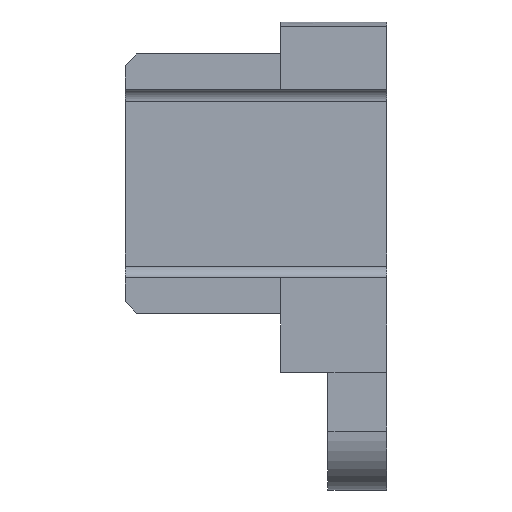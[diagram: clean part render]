
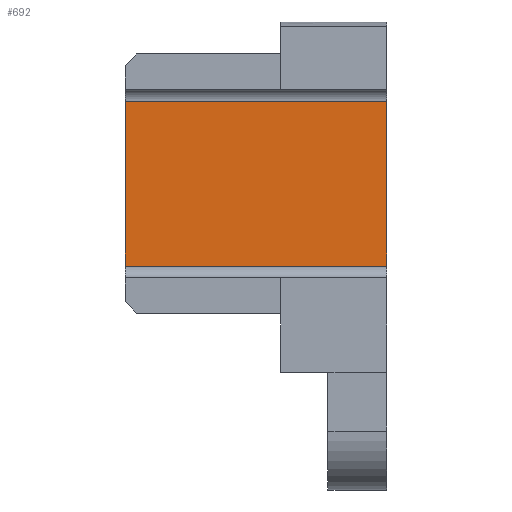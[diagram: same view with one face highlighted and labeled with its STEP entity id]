
A CAD part, left-side view. The second image highlights one B-rep face of the part: STEP entity #692.
In plain terms, the highlighted planar face has unit normal (-1, 0, 0).
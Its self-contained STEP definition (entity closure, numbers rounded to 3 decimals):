
#635=CARTESIAN_POINT('',(31.35,28.2,-33.));
#636=VERTEX_POINT('',#635);
#644=CARTESIAN_POINT('',(31.35,6.,-33.));
#645=VERTEX_POINT('',#644);
#646=CARTESIAN_POINT('',(31.35,6.,-33.));
#647=DIRECTION('',(-0.,1.,-0.));
#648=VECTOR('',#647,22.2);
#649=LINE('',#646,#648);
#650=EDGE_CURVE('',#645,#636,#649,.T.);
#662=CARTESIAN_POINT('',(31.35,6.,-40.));
#663=DIRECTION('',(-1.,-0.,0.));
#664=DIRECTION('',(0.,-1.,0.));
#665=AXIS2_PLACEMENT_3D('',#662,#663,#664);
#666=PLANE('',#665);
#667=CARTESIAN_POINT('',(31.35,28.2,-47.));
#668=VERTEX_POINT('',#667);
#669=CARTESIAN_POINT('',(31.35,28.2,-47.));
#670=DIRECTION('',(-0.,0.,1.));
#671=VECTOR('',#670,14.);
#672=LINE('',#669,#671);
#673=EDGE_CURVE('',#668,#636,#672,.T.);
#674=ORIENTED_EDGE('',*,*,#673,.F.);
#675=CARTESIAN_POINT('',(31.35,6.,-47.));
#676=VERTEX_POINT('',#675);
#677=CARTESIAN_POINT('',(31.35,28.2,-47.));
#678=DIRECTION('',(0.,-1.,0.));
#679=VECTOR('',#678,22.2);
#680=LINE('',#677,#679);
#681=EDGE_CURVE('',#668,#676,#680,.T.);
#682=ORIENTED_EDGE('',*,*,#681,.T.);
#683=CARTESIAN_POINT('',(31.35,6.,-47.));
#684=DIRECTION('',(-0.,0.,1.));
#685=VECTOR('',#684,14.);
#686=LINE('',#683,#685);
#687=EDGE_CURVE('',#676,#645,#686,.T.);
#688=ORIENTED_EDGE('',*,*,#687,.T.);
#689=ORIENTED_EDGE('',*,*,#650,.T.);
#690=EDGE_LOOP('',(#674,#682,#688,#689));
#691=FACE_BOUND('',#690,.T.);
#692=ADVANCED_FACE('',(#691),#666,.T.);
